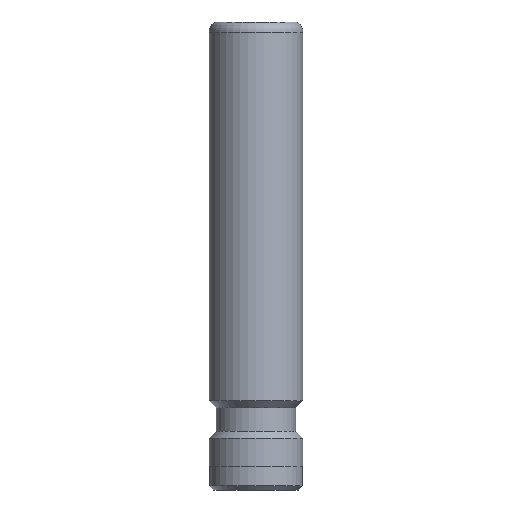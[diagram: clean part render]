
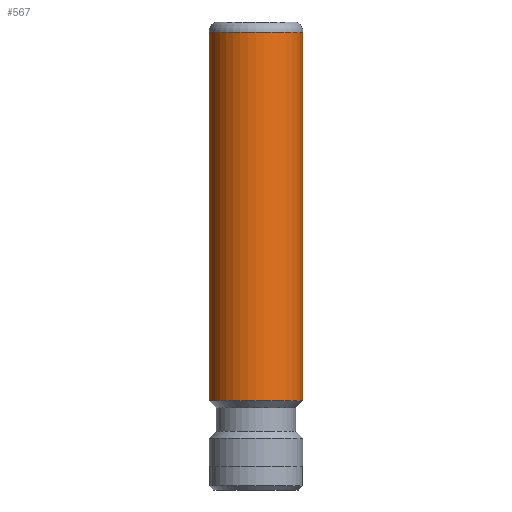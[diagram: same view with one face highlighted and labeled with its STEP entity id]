
A CAD part, front view. The second image highlights one B-rep face of the part: STEP entity #567.
In plain terms, the highlighted cylindrical face has radius 10 mm (diameter 20 mm), a partial arc.
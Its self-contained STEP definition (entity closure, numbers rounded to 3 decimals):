
#1 = CARTESIAN_POINT ( 'NONE',  ( 0., 0., 19. ) ) ;
#20 = CARTESIAN_POINT ( 'NONE',  ( -10., 0., 100. ) ) ;
#22 = EDGE_CURVE ( 'NONE', #231, #714, #220, .T. ) ;
#54 = CARTESIAN_POINT ( 'NONE',  ( 0., 0., 100. ) ) ;
#78 = DIRECTION ( 'NONE',  ( 0., 0., -1. ) ) ;
#112 = DIRECTION ( 'NONE',  ( 0., 0., -1. ) ) ;
#156 = CARTESIAN_POINT ( 'NONE',  ( -10., 0., 97.5 ) ) ;
#159 = FACE_OUTER_BOUND ( 'NONE', #418, .T. ) ;
#167 = CARTESIAN_POINT ( 'NONE',  ( 10., 0., 19. ) ) ;
#178 = VERTEX_POINT ( 'NONE', #536 ) ;
#187 = ORIENTED_EDGE ( 'NONE', *, *, #620, .T. ) ;
#220 = CIRCLE ( 'NONE', #362, 10. ) ;
#231 = VERTEX_POINT ( 'NONE', #167 ) ;
#241 = CARTESIAN_POINT ( 'NONE',  ( 10., 0., 100. ) ) ;
#245 = ORIENTED_EDGE ( 'NONE', *, *, #635, .F. ) ;
#268 = ORIENTED_EDGE ( 'NONE', *, *, #22, .F. ) ;
#277 = ORIENTED_EDGE ( 'NONE', *, *, #429, .T. ) ;
#279 = VECTOR ( 'NONE', #511, 1000. ) ;
#281 = LINE ( 'NONE', #241, #564 ) ;
#297 = AXIS2_PLACEMENT_3D ( 'NONE', #54, #597, #428 ) ;
#305 = AXIS2_PLACEMENT_3D ( 'NONE', #698, #655, #602 ) ;
#362 = AXIS2_PLACEMENT_3D ( 'NONE', #1, #112, #555 ) ;
#418 = EDGE_LOOP ( 'NONE', ( #245, #277, #187, #268 ) ) ;
#428 = DIRECTION ( 'NONE',  ( -1., 0., 0. ) ) ;
#429 = EDGE_CURVE ( 'NONE', #178, #571, #549, .T. ) ;
#437 = LINE ( 'NONE', #20, #279 ) ;
#511 = DIRECTION ( 'NONE',  ( 0., 0., -1. ) ) ;
#536 = CARTESIAN_POINT ( 'NONE',  ( 10., 0., 97.5 ) ) ;
#549 = CIRCLE ( 'NONE', #305, 10. ) ;
#555 = DIRECTION ( 'NONE',  ( -1., 0., 0. ) ) ;
#564 = VECTOR ( 'NONE', #78, 1000. ) ;
#567 = ADVANCED_FACE ( 'NONE', ( #159 ), #676, .T. ) ;
#571 = VERTEX_POINT ( 'NONE', #156 ) ;
#597 = DIRECTION ( 'NONE',  ( 0., 0., -1. ) ) ;
#602 = DIRECTION ( 'NONE',  ( 1., 0., 0. ) ) ;
#620 = EDGE_CURVE ( 'NONE', #571, #714, #437, .T. ) ;
#635 = EDGE_CURVE ( 'NONE', #178, #231, #281, .T. ) ;
#643 = CARTESIAN_POINT ( 'NONE',  ( -10., 0., 19. ) ) ;
#655 = DIRECTION ( 'NONE',  ( 0., 0., -1. ) ) ;
#676 = CYLINDRICAL_SURFACE ( 'NONE', #297, 10. ) ;
#698 = CARTESIAN_POINT ( 'NONE',  ( 0., 0., 97.5 ) ) ;
#714 = VERTEX_POINT ( 'NONE', #643 ) ;
